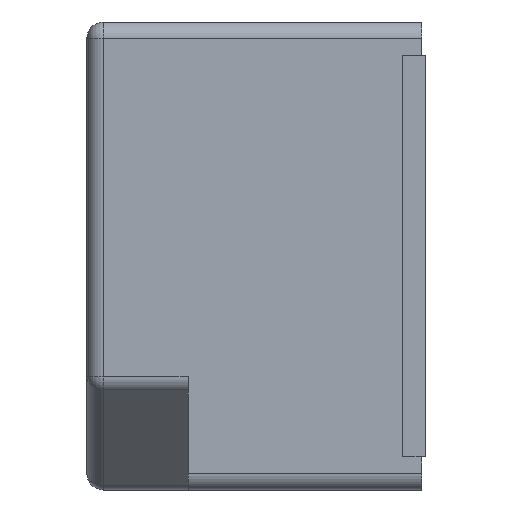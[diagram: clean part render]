
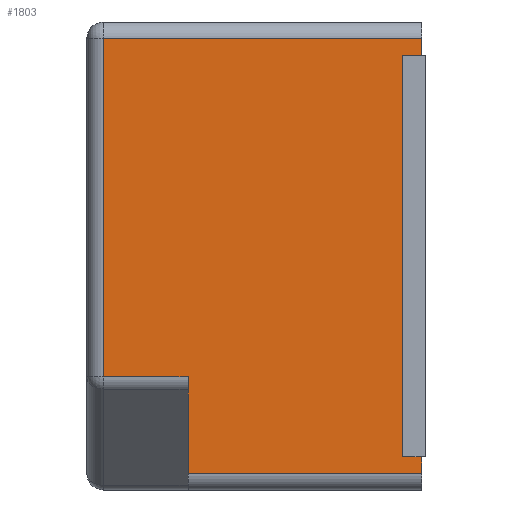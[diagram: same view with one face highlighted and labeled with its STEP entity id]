
A CAD part, left-side view. The second image highlights one B-rep face of the part: STEP entity #1803.
In plain terms, the highlighted planar face has unit normal (-1, 0, 0).
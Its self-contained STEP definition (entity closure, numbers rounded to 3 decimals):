
#68 = CARTESIAN_POINT ( 'NONE',  ( -0.366, 0.699, -0.674 ) ) ;
#122 = VERTEX_POINT ( 'NONE', #68 ) ;
#137 = CARTESIAN_POINT ( 'NONE',  ( -0.366, 0.057, 0.388 ) ) ;
#148 = LINE ( 'NONE', #212, #824 ) ;
#212 = CARTESIAN_POINT ( 'NONE',  ( -0.366, 1.002, 0.287 ) ) ;
#252 = EDGE_CURVE ( 'NONE', #302, #122, #1263, .T. ) ;
#302 = VERTEX_POINT ( 'NONE', #845 ) ;
#328 = FACE_OUTER_BOUND ( 'NONE', #802, .T. ) ;
#334 = CARTESIAN_POINT ( 'NONE',  ( -0.366, 0., 0.388 ) ) ;
#347 = DIRECTION ( 'NONE',  ( 0., 1., 0. ) ) ;
#457 = CARTESIAN_POINT ( 'NONE',  ( -0.366, 0.952, -0.674 ) ) ;
#513 = VERTEX_POINT ( 'NONE', #457 ) ;
#544 = VECTOR ( 'NONE', #2830, 1000. ) ;
#572 = ORIENTED_EDGE ( 'NONE', *, *, #2244, .T. ) ;
#724 = DIRECTION ( 'NONE',  ( 0., -1., 0. ) ) ;
#802 = EDGE_LOOP ( 'NONE', ( #2445, #2197, #572, #2083, #1542, #2642, #2805, #2730, #2022, #2164 ) ) ;
#824 = VECTOR ( 'NONE', #2635, 1000. ) ;
#845 = CARTESIAN_POINT ( 'NONE',  ( -0.366, 0.699, -0.962 ) ) ;
#875 = VERTEX_POINT ( 'NONE', #2643 ) ;
#908 = CARTESIAN_POINT ( 'NONE',  ( -0.366, 0., -0.913 ) ) ;
#1007 = DIRECTION ( 'NONE',  ( 0., 0., -1. ) ) ;
#1016 = CARTESIAN_POINT ( 'NONE',  ( -0.366, 0., 0.388 ) ) ;
#1034 = LINE ( 'NONE', #137, #2425 ) ;
#1043 = DIRECTION ( 'NONE',  ( 0., -1., 0. ) ) ;
#1064 = EDGE_CURVE ( 'NONE', #1080, #1779, #1661, .T. ) ;
#1080 = VERTEX_POINT ( 'NONE', #1747 ) ;
#1112 = DIRECTION ( 'NONE',  ( 0., 0., -1. ) ) ;
#1135 = EDGE_CURVE ( 'NONE', #1509, #2044, #1727, .T. ) ;
#1141 = VERTEX_POINT ( 'NONE', #2578 ) ;
#1206 = EDGE_CURVE ( 'NONE', #875, #2217, #1034, .T. ) ;
#1263 = LINE ( 'NONE', #1711, #2890 ) ;
#1275 = VECTOR ( 'NONE', #724, 1000. ) ;
#1382 = CARTESIAN_POINT ( 'NONE',  ( -0.366, 1.002, -0.674 ) ) ;
#1423 = CARTESIAN_POINT ( 'NONE',  ( -0.366, 0., 0.338 ) ) ;
#1494 = VECTOR ( 'NONE', #1112, 1000. ) ;
#1509 = VERTEX_POINT ( 'NONE', #2359 ) ;
#1514 = AXIS2_PLACEMENT_3D ( 'NONE', #2568, #2120, #1007 ) ;
#1542 = ORIENTED_EDGE ( 'NONE', *, *, #252, .F. ) ;
#1569 = EDGE_CURVE ( 'NONE', #1080, #2217, #148, .T. ) ;
#1595 = LINE ( 'NONE', #1382, #2871 ) ;
#1619 = VECTOR ( 'NONE', #1693, 1000. ) ;
#1631 = EDGE_CURVE ( 'NONE', #302, #1509, #2259, .T. ) ;
#1653 = PLANE ( 'NONE',  #1514 ) ;
#1661 = LINE ( 'NONE', #334, #544 ) ;
#1664 = EDGE_CURVE ( 'NONE', #513, #122, #1595, .T. ) ;
#1693 = DIRECTION ( 'NONE',  ( 0., 0., 1. ) ) ;
#1711 = CARTESIAN_POINT ( 'NONE',  ( -0.366, 0.699, -0.695 ) ) ;
#1727 = LINE ( 'NONE', #1016, #1619 ) ;
#1747 = CARTESIAN_POINT ( 'NONE',  ( -0.366, 0., 0.287 ) ) ;
#1779 = VERTEX_POINT ( 'NONE', #1423 ) ;
#1803 = ADVANCED_FACE ( 'NONE', ( #328 ), #1653, .F. ) ;
#1823 = VECTOR ( 'NONE', #347, 1000. ) ;
#1878 = EDGE_CURVE ( 'NONE', #875, #2044, #2854, .T. ) ;
#1961 = CARTESIAN_POINT ( 'NONE',  ( -0.366, 0.952, 0.388 ) ) ;
#1978 = LINE ( 'NONE', #1961, #1494 ) ;
#2022 = ORIENTED_EDGE ( 'NONE', *, *, #1206, .T. ) ;
#2044 = VERTEX_POINT ( 'NONE', #908 ) ;
#2083 = ORIENTED_EDGE ( 'NONE', *, *, #1664, .T. ) ;
#2120 = DIRECTION ( 'NONE',  ( 1., 0., 0. ) ) ;
#2164 = ORIENTED_EDGE ( 'NONE', *, *, #1569, .F. ) ;
#2197 = ORIENTED_EDGE ( 'NONE', *, *, #2421, .T. ) ;
#2217 = VERTEX_POINT ( 'NONE', #2540 ) ;
#2222 = VECTOR ( 'NONE', #1043, 1000. ) ;
#2244 = EDGE_CURVE ( 'NONE', #1141, #513, #1978, .T. ) ;
#2259 = LINE ( 'NONE', #2518, #1275 ) ;
#2349 = LINE ( 'NONE', #2562, #1823 ) ;
#2359 = CARTESIAN_POINT ( 'NONE',  ( -0.366, 0., -0.962 ) ) ;
#2421 = EDGE_CURVE ( 'NONE', #1779, #1141, #2349, .T. ) ;
#2425 = VECTOR ( 'NONE', #2592, 1000. ) ;
#2445 = ORIENTED_EDGE ( 'NONE', *, *, #1064, .T. ) ;
#2518 = CARTESIAN_POINT ( 'NONE',  ( -0.366, 1.002, -0.962 ) ) ;
#2540 = CARTESIAN_POINT ( 'NONE',  ( -0.366, 0.057, 0.287 ) ) ;
#2562 = CARTESIAN_POINT ( 'NONE',  ( -0.366, 1.002, 0.338 ) ) ;
#2568 = CARTESIAN_POINT ( 'NONE',  ( -0.366, 1.002, 0.388 ) ) ;
#2578 = CARTESIAN_POINT ( 'NONE',  ( -0.366, 0.952, 0.338 ) ) ;
#2584 = CARTESIAN_POINT ( 'NONE',  ( -0.366, 1.002, -0.913 ) ) ;
#2592 = DIRECTION ( 'NONE',  ( 0., 0., 1. ) ) ;
#2606 = DIRECTION ( 'NONE',  ( 0., 0., 1. ) ) ;
#2635 = DIRECTION ( 'NONE',  ( 0., 1., 0. ) ) ;
#2642 = ORIENTED_EDGE ( 'NONE', *, *, #1631, .T. ) ;
#2643 = CARTESIAN_POINT ( 'NONE',  ( -0.366, 0.057, -0.913 ) ) ;
#2698 = DIRECTION ( 'NONE',  ( 0., -1., 0. ) ) ;
#2730 = ORIENTED_EDGE ( 'NONE', *, *, #1878, .F. ) ;
#2805 = ORIENTED_EDGE ( 'NONE', *, *, #1135, .T. ) ;
#2830 = DIRECTION ( 'NONE',  ( 0., 0., 1. ) ) ;
#2854 = LINE ( 'NONE', #2584, #2222 ) ;
#2871 = VECTOR ( 'NONE', #2698, 1000. ) ;
#2890 = VECTOR ( 'NONE', #2606, 1000. ) ;
